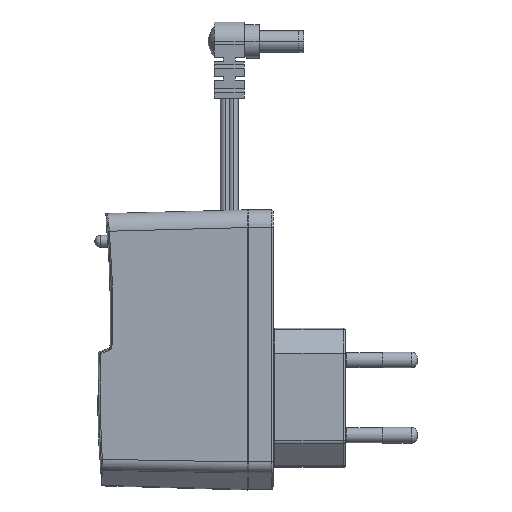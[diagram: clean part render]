
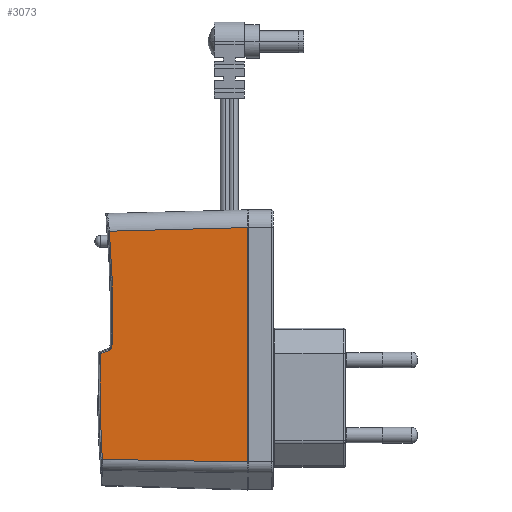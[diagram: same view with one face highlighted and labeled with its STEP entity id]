
A CAD part, left-side view. The second image highlights one B-rep face of the part: STEP entity #3073.
In plain terms, the highlighted planar face has unit normal (-1, 0.026, 0).
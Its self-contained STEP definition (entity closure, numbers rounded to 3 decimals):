
#59 = ORIENTED_EDGE ( 'NONE', *, *, #1481, .T. ) ;
#96 = CARTESIAN_POINT ( 'NONE',  ( -12.417, 37.553, -36.515 ) ) ;
#134 = VERTEX_POINT ( 'NONE', #5171 ) ;
#154 = LINE ( 'NONE', #5661, #2543 ) ;
#248 = CARTESIAN_POINT ( 'NONE',  ( -12.474, 35.375, -35.75 ) ) ;
#292 = CARTESIAN_POINT ( 'NONE',  ( -12.426, 37.189, -36.387 ) ) ;
#306 = CARTESIAN_POINT ( 'NONE',  ( -12.421, 37.381, -36.747 ) ) ;
#330 = CARTESIAN_POINT ( 'NONE',  ( -13.4, 0., -63.961 ) ) ;
#482 = CARTESIAN_POINT ( 'NONE',  ( -12.481, 35.092, -35.663 ) ) ;
#559 = LINE ( 'NONE', #5400, #10841 ) ;
#1306 = CARTESIAN_POINT ( 'NONE',  ( -12.417, 37.553, -36.515 ) ) ;
#1318 = CARTESIAN_POINT ( 'NONE',  ( -12.42, 37.411, -36.706 ) ) ;
#1481 = EDGE_CURVE ( 'NONE', #2204, #6353, #154, .T. ) ;
#1530 = EDGE_CURVE ( 'NONE', #6353, #11602, #8338, .T. ) ;
#1573 = CARTESIAN_POINT ( 'NONE',  ( -12.413, 37.682, -45.627 ) ) ;
#1765 = ORIENTED_EDGE ( 'NONE', *, *, #9012, .F. ) ;
#2204 = VERTEX_POINT ( 'NONE', #5666 ) ;
#2225 = ORIENTED_EDGE ( 'NONE', *, *, #1530, .T. ) ;
#2298 = VECTOR ( 'NONE', #12648, 1000. ) ;
#2302 = CARTESIAN_POINT ( 'NONE',  ( -12.474, 35.37, -35.748 ) ) ;
#2358 = CARTESIAN_POINT ( 'NONE',  ( -12.419, 37.47, -36.627 ) ) ;
#2440 = CARTESIAN_POINT ( 'NONE',  ( -12.481, 35.113, -5.418 ) ) ;
#2543 = VECTOR ( 'NONE', #10214, 1000. ) ;
#2611 = LINE ( 'NONE', #6471, #2298 ) ;
#2756 = B_SPLINE_CURVE_WITH_KNOTS ( 'NONE', 3,
 ( #8616, #7604, #9655, #3503, #10702, #4542, #11752, #5584, #12784, #6611, #482, #7639 ),
 .UNSPECIFIED., .F., .F.,
 ( 4, 2, 2, 2, 2, 4 ),
 ( 0.032, 0.034, 0.034, 0.034, 0.035, 0.035 ),
 .UNSPECIFIED. ) ;
#2767 = ORIENTED_EDGE ( 'NONE', *, *, #4864, .T. ) ;
#2985 = CARTESIAN_POINT ( 'NONE',  ( -12.481, 35.113, -5.418 ) ) ;
#3062 = AXIS2_PLACEMENT_3D ( 'NONE', #5562, #3713, #9759 ) ;
#3073 = ADVANCED_FACE ( 'NONE', ( #11818 ), #7671, .T. ) ;
#3143 = EDGE_CURVE ( 'NONE', #8491, #2204, #559, .T. ) ;
#3269 = CARTESIAN_POINT ( 'NONE',  ( -12.474, 35.372, -35.749 ) ) ;
#3309 = CARTESIAN_POINT ( 'NONE',  ( -12.474, 35.377, -35.751 ) ) ;
#3324 = DIRECTION ( 'NONE',  ( 0., 0., 1. ) ) ;
#3364 = CARTESIAN_POINT ( 'NONE',  ( -12.417, 37.527, -36.55 ) ) ;
#3503 = CARTESIAN_POINT ( 'NONE',  ( -12.498, 34.433, -34.513 ) ) ;
#3619 = CARTESIAN_POINT ( 'NONE',  ( -12.417, 37.539, -54.481 ) ) ;
#3713 = DIRECTION ( 'NONE',  ( -1., 0.026, 0. ) ) ;
#4016 = CARTESIAN_POINT ( 'NONE',  ( -12.501, 34.343, -14.497 ) ) ;
#4340 = CARTESIAN_POINT ( 'NONE',  ( -12.455, 36.099, -36.004 ) ) ;
#4396 = CARTESIAN_POINT ( 'NONE',  ( -12.417, 37.544, -36.527 ) ) ;
#4542 = CARTESIAN_POINT ( 'NONE',  ( -12.498, 34.455, -34.726 ) ) ;
#4864 = EDGE_CURVE ( 'NONE', #6205, #5825, #9282, .T. ) ;
#4893 = B_SPLINE_CURVE_WITH_KNOTS ( 'NONE', 3,
 ( #8733, #1573, #3619, #10824 ),
 .UNSPECIFIED., .F., .F.,
 ( 4, 4 ),
 ( 0., 0.027 ),
 .UNSPECIFIED. ) ;
#5171 = CARTESIAN_POINT ( 'NONE',  ( -12.422, 37.351, -36.788 ) ) ;
#5384 = CARTESIAN_POINT ( 'NONE',  ( -12.44, 36.643, -36.195 ) ) ;
#5400 = CARTESIAN_POINT ( 'NONE',  ( -13.4, 0., 0. ) ) ;
#5562 = CARTESIAN_POINT ( 'NONE',  ( -13.4, 0., 0. ) ) ;
#5584 = CARTESIAN_POINT ( 'NONE',  ( -12.496, 34.534, -35.005 ) ) ;
#5661 = CARTESIAN_POINT ( 'NONE',  ( -13.403, -0.118, -4.495 ) ) ;
#5666 = CARTESIAN_POINT ( 'NONE',  ( -13.4, 0., -4.498 ) ) ;
#5825 = VERTEX_POINT ( 'NONE', #96 ) ;
#6205 = VERTEX_POINT ( 'NONE', #8302 ) ;
#6353 = VERTEX_POINT ( 'NONE', #2440 ) ;
#6418 = CARTESIAN_POINT ( 'NONE',  ( -12.431, 37.008, -36.323 ) ) ;
#6441 = ORIENTED_EDGE ( 'NONE', *, *, #9396, .T. ) ;
#6471 = CARTESIAN_POINT ( 'NONE',  ( -13.37, 1.138, -63.941 ) ) ;
#6611 = CARTESIAN_POINT ( 'NONE',  ( -12.487, 34.85, -35.488 ) ) ;
#7175 = ORIENTED_EDGE ( 'NONE', *, *, #3143, .T. ) ;
#7460 = CARTESIAN_POINT ( 'NONE',  ( -12.421, 37.371, -36.451 ) ) ;
#7604 = CARTESIAN_POINT ( 'NONE',  ( -12.501, 34.338, -33.299 ) ) ;
#7639 = CARTESIAN_POINT ( 'NONE',  ( -12.474, 35.37, -35.748 ) ) ;
#7671 = PLANE ( 'NONE',  #3062 ) ;
#7984 = VERTEX_POINT ( 'NONE', #8599 ) ;
#8302 = CARTESIAN_POINT ( 'NONE',  ( -12.474, 35.37, -35.748 ) ) ;
#8338 = B_SPLINE_CURVE_WITH_KNOTS ( 'NONE', 3,
 ( #2985, #4016, #10529, #9485 ),
 .UNSPECIFIED., .F., .F.,
 ( 4, 4 ),
 ( 0.005, 0.032 ),
 .UNSPECIFIED. ) ;
#8437 = CARTESIAN_POINT ( 'NONE',  ( -12.422, 37.351, -36.788 ) ) ;
#8470 = CARTESIAN_POINT ( 'NONE',  ( -12.502, 34.294, -32.728 ) ) ;
#8486 = CARTESIAN_POINT ( 'NONE',  ( -12.42, 37.442, -36.666 ) ) ;
#8491 = VERTEX_POINT ( 'NONE', #330 ) ;
#8599 = CARTESIAN_POINT ( 'NONE',  ( -12.433, 36.922, -63.304 ) ) ;
#8616 = CARTESIAN_POINT ( 'NONE',  ( -12.502, 34.294, -32.728 ) ) ;
#8733 = CARTESIAN_POINT ( 'NONE',  ( -12.422, 37.351, -36.788 ) ) ;
#9012 = EDGE_CURVE ( 'NONE', #134, #5825, #12154, .T. ) ;
#9282 = B_SPLINE_CURVE_WITH_KNOTS ( 'NONE', 3,
 ( #2302, #3269, #248, #3309, #10505, #4340, #11559, #5384, #12592, #6418, #292, #7460, #1306 ),
 .UNSPECIFIED., .F., .F.,
 ( 4, 3, 3, 3, 4 ),
 ( 0.037, 0.038, 0.039, 0.039, 0.04 ),
 .UNSPECIFIED. ) ;
#9396 = EDGE_CURVE ( 'NONE', #7984, #8491, #2611, .T. ) ;
#9485 = CARTESIAN_POINT ( 'NONE',  ( -12.502, 34.294, -32.728 ) ) ;
#9515 = CARTESIAN_POINT ( 'NONE',  ( -12.418, 37.499, -36.588 ) ) ;
#9655 = CARTESIAN_POINT ( 'NONE',  ( -12.5, 34.383, -33.87 ) ) ;
#9759 = DIRECTION ( 'NONE',  ( -0.026, -1., 0. ) ) ;
#10009 = EDGE_CURVE ( 'NONE', #134, #7984, #4893, .T. ) ;
#10214 = DIRECTION ( 'NONE',  ( 0.026, 0.999, -0.026 ) ) ;
#10505 = CARTESIAN_POINT ( 'NONE',  ( -12.464, 35.738, -35.878 ) ) ;
#10529 = CARTESIAN_POINT ( 'NONE',  ( -12.508, 34.07, -23.618 ) ) ;
#10566 = CARTESIAN_POINT ( 'NONE',  ( -12.417, 37.536, -36.538 ) ) ;
#10702 = CARTESIAN_POINT ( 'NONE',  ( -12.498, 34.436, -34.584 ) ) ;
#10824 = CARTESIAN_POINT ( 'NONE',  ( -12.433, 36.922, -63.304 ) ) ;
#10841 = VECTOR ( 'NONE', #3324, 1000. ) ;
#11135 = ORIENTED_EDGE ( 'NONE', *, *, #12065, .T. ) ;
#11559 = CARTESIAN_POINT ( 'NONE',  ( -12.445, 36.46, -36.131 ) ) ;
#11602 = VERTEX_POINT ( 'NONE', #8470 ) ;
#11619 = CARTESIAN_POINT ( 'NONE',  ( -12.417, 37.553, -36.515 ) ) ;
#11752 = CARTESIAN_POINT ( 'NONE',  ( -12.497, 34.471, -34.797 ) ) ;
#11818 = FACE_OUTER_BOUND ( 'NONE', #12645, .T. ) ;
#11842 = ORIENTED_EDGE ( 'NONE', *, *, #10009, .T. ) ;
#12065 = EDGE_CURVE ( 'NONE', #11602, #6205, #2756, .T. ) ;
#12154 = B_SPLINE_CURVE_WITH_KNOTS ( 'NONE', 3,
 ( #8437, #306, #1318, #8486, #2358, #9515, #3364, #10566, #4396, #11619 ),
 .UNSPECIFIED., .F., .F.,
 ( 4, 3, 3, 4 ),
 ( 0., 0., 0., 0. ),
 .UNSPECIFIED. ) ;
#12592 = CARTESIAN_POINT ( 'NONE',  ( -12.436, 36.825, -36.259 ) ) ;
#12645 = EDGE_LOOP ( 'NONE', ( #11842, #6441, #7175, #59, #2225, #11135, #2767, #1765 ) ) ;
#12648 = DIRECTION ( 'NONE',  ( -0.026, -0.999, -0.018 ) ) ;
#12784 = CARTESIAN_POINT ( 'NONE',  ( -12.494, 34.597, -35.134 ) ) ;
